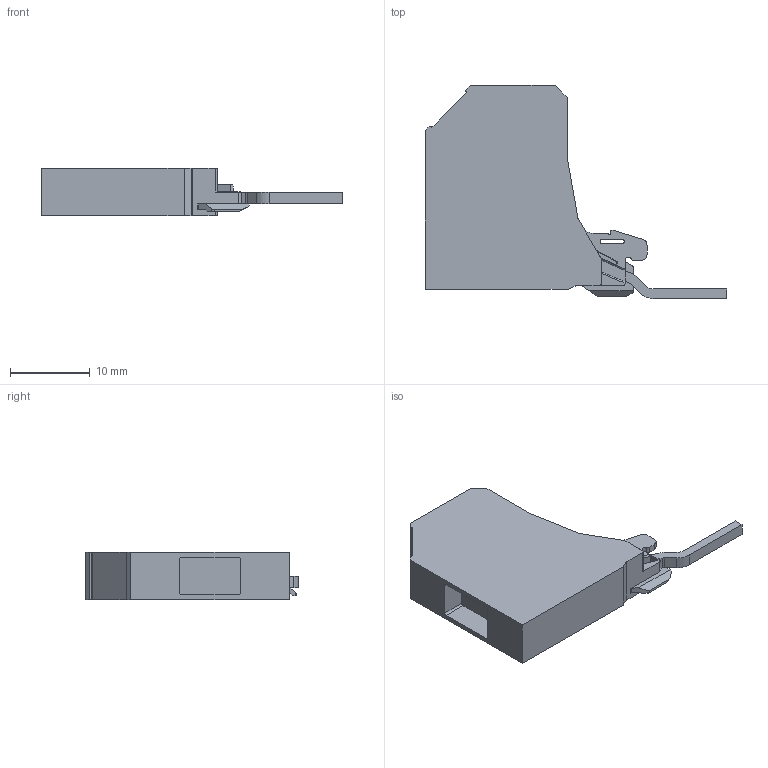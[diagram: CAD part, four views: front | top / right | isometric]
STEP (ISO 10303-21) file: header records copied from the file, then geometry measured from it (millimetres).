
FILE_DESCRIPTION((''),'2;1');
FILE_NAME('SMAG_4025_STEP','2012-03-06T',('Stollb'),(''),'PRO/ENGINEER BY PARAMETRIC TECHNOLOGY CORPORATION, 2007390','PRO/ENGINEER BY PARAMETRIC TECHNOLOGY CORPORATION, 2007390','');
FILE_SCHEMA(('CONFIG_CONTROL_DESIGN'));
Length unit declared in the file: millimetre
Products named in the file (1): SMAG_4025_STEP
Bounding box: 37.8 x 26.7 x 5.9 mm (x, y, z)
Volume: 2705.3 mm3; surface area: 1733.3 mm2
Topology: 1 solids, 1 shells, 116 faces, 330 edges, 216 vertices
Faces by surface type: plane 71, cylinder 38, cone 3, torus 2, sphere 2
Entity records: 3830 total; most frequent: CARTESIAN_POINT 727, ORIENTED_EDGE 656, DIRECTION 626, EDGE_CURVE 328, VECTOR 236, LINE 236, VERTEX_POINT 216, AXIS2_PLACEMENT_3D 195
